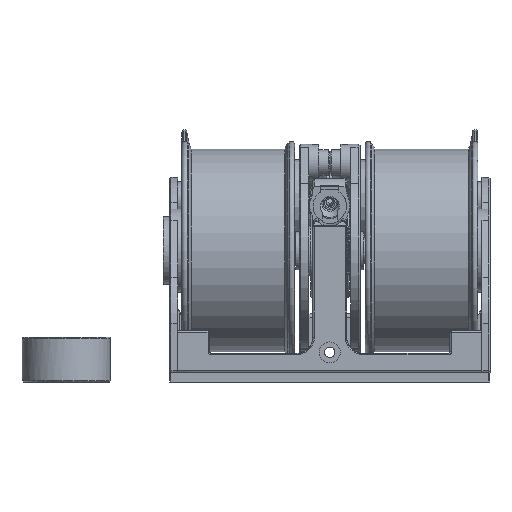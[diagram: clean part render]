
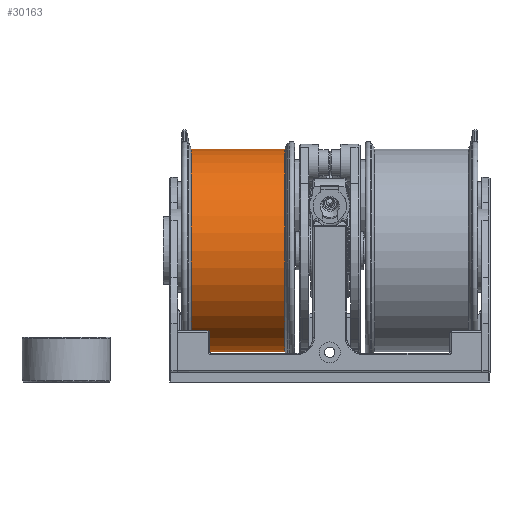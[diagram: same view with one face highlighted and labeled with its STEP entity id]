
A CAD part, front view. The second image highlights one B-rep face of the part: STEP entity #30163.
In plain terms, the highlighted cylindrical face has radius 31.625 mm (diameter 63.25 mm), a full revolution.
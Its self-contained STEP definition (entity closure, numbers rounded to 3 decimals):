
#2115=LINE('',#43917,#4574);
#4574=VECTOR('',#35656,31.625);
#6845=CYLINDRICAL_SURFACE('',#32335,31.625);
#7444=FACE_OUTER_BOUND('',#9304,.T.);
#9304=EDGE_LOOP('',(#20579,#20580,#20581,#20582));
#11251=CIRCLE('',#32333,31.625);
#11253=CIRCLE('',#32336,31.625);
#12600=VERTEX_POINT('',#43911);
#12601=VERTEX_POINT('',#43915);
#15614=EDGE_CURVE('',#12600,#12600,#11251,.T.);
#15616=EDGE_CURVE('',#12601,#12601,#11253,.T.);
#15617=EDGE_CURVE('',#12601,#12600,#2115,.T.);
#20579=ORIENTED_EDGE('',*,*,#15616,.T.);
#20580=ORIENTED_EDGE('',*,*,#15617,.T.);
#20581=ORIENTED_EDGE('',*,*,#15614,.F.);
#20582=ORIENTED_EDGE('',*,*,#15617,.F.);
#30163=ADVANCED_FACE('',(#7444),#6845,.T.);
#32333=AXIS2_PLACEMENT_3D('',#43912,#35648,#35649);
#32335=AXIS2_PLACEMENT_3D('',#43914,#35652,#35653);
#32336=AXIS2_PLACEMENT_3D('',#43916,#35654,#35655);
#35648=DIRECTION('center_axis',(1.,0.,0.));
#35649=DIRECTION('ref_axis',(0.,0.,-1.));
#35652=DIRECTION('center_axis',(1.,0.,0.));
#35653=DIRECTION('ref_axis',(0.,0.,-1.));
#35654=DIRECTION('center_axis',(1.,0.,0.));
#35655=DIRECTION('ref_axis',(0.,0.,-1.));
#35656=DIRECTION('',(1.,0.,0.));
#43911=CARTESIAN_POINT('',(43.273,0.,31.625));
#43912=CARTESIAN_POINT('Origin',(43.273,0.,0.));
#43914=CARTESIAN_POINT('Origin',(28.625,0.,0.));
#43915=CARTESIAN_POINT('',(13.977,0.,31.625));
#43916=CARTESIAN_POINT('Origin',(13.977,0.,0.));
#43917=CARTESIAN_POINT('',(28.625,0.,31.625));
